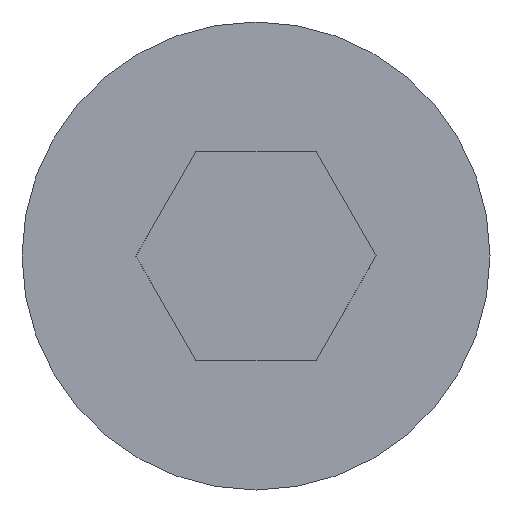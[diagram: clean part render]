
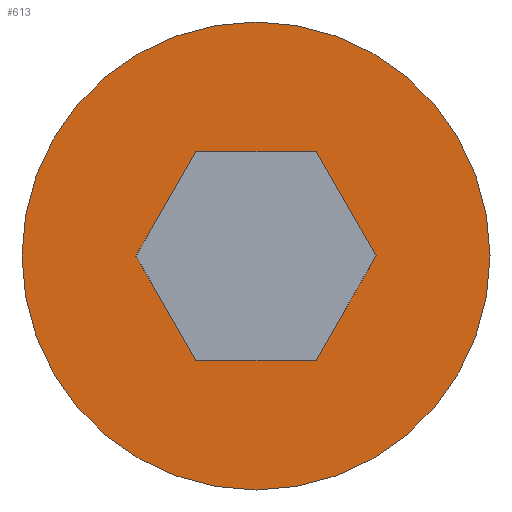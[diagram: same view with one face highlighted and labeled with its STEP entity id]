
A CAD part, front view. The second image highlights one B-rep face of the part: STEP entity #613.
In plain terms, the highlighted planar face has unit normal (0, -1, 0).
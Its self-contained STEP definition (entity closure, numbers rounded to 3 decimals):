
#60 = CARTESIAN_POINT ( 'NONE',  ( 1.155, 0., 0. ) ) ;
#63 = DIRECTION ( 'NONE',  ( 0., 0., 1. ) ) ;
#219 = EDGE_CURVE ( 'NONE', #5584, #8781, #7561, .T. ) ;
#225 = ORIENTED_EDGE ( 'NONE', *, *, #2297, .F. ) ;
#494 = EDGE_CURVE ( 'NONE', #5230, #2879, #3353, .T. ) ;
#613 = ADVANCED_FACE ( 'NONE', ( #1362, #4168 ), #2697, .F. ) ;
#627 = DIRECTION ( 'NONE',  ( -1., 0., 0. ) ) ;
#730 = ORIENTED_EDGE ( 'NONE', *, *, #6452, .F. ) ;
#1002 = AXIS2_PLACEMENT_3D ( 'NONE', #2178, #4077, #5489 ) ;
#1229 = EDGE_CURVE ( 'NONE', #5376, #5551, #1955, .T. ) ;
#1362 = FACE_BOUND ( 'NONE', #5295, .T. ) ;
#1500 = DIRECTION ( 'NONE',  ( 0.5, 0., 0.866 ) ) ;
#1760 = CIRCLE ( 'NONE', #5123, 2.25 ) ;
#1955 = LINE ( 'NONE', #4758, #8626 ) ;
#2040 = DIRECTION ( 'NONE',  ( -0.5, 0., 0.866 ) ) ;
#2178 = CARTESIAN_POINT ( 'NONE',  ( 0., 0., 0. ) ) ;
#2260 = ORIENTED_EDGE ( 'NONE', *, *, #1229, .F. ) ;
#2293 = CARTESIAN_POINT ( 'NONE',  ( 0., 0., 0. ) ) ;
#2297 = EDGE_CURVE ( 'NONE', #8781, #8630, #5324, .T. ) ;
#2697 = PLANE ( 'NONE',  #1002 ) ;
#2718 = ORIENTED_EDGE ( 'NONE', *, *, #494, .F. ) ;
#2833 = CARTESIAN_POINT ( 'NONE',  ( 0.577, 0., -1. ) ) ;
#2879 = VERTEX_POINT ( 'NONE', #4031 ) ;
#3167 = ORIENTED_EDGE ( 'NONE', *, *, #7061, .F. ) ;
#3169 = CARTESIAN_POINT ( 'NONE',  ( 0.577, 0., 1. ) ) ;
#3303 = CARTESIAN_POINT ( 'NONE',  ( -1.155, 0., 0. ) ) ;
#3353 = CIRCLE ( 'NONE', #7891, 2.25 ) ;
#3429 = DIRECTION ( 'NONE',  ( -0.5, 0., -0.866 ) ) ;
#3945 = VECTOR ( 'NONE', #3429, 1000. ) ;
#4005 = CARTESIAN_POINT ( 'NONE',  ( 0.577, 0., -1. ) ) ;
#4031 = CARTESIAN_POINT ( 'NONE',  ( 0., 0., -2.25 ) ) ;
#4074 = CARTESIAN_POINT ( 'NONE',  ( -0.577, 0., 1. ) ) ;
#4077 = DIRECTION ( 'NONE',  ( 0., 1., 0. ) ) ;
#4168 = FACE_OUTER_BOUND ( 'NONE', #7345, .T. ) ;
#4217 = EDGE_CURVE ( 'NONE', #2879, #5230, #1760, .T. ) ;
#4510 = LINE ( 'NONE', #5145, #6430 ) ;
#4630 = CARTESIAN_POINT ( 'NONE',  ( -0.577, 0., 1. ) ) ;
#4758 = CARTESIAN_POINT ( 'NONE',  ( 1.155, 0., 0. ) ) ;
#4829 = EDGE_CURVE ( 'NONE', #8630, #6895, #4510, .T. ) ;
#5093 = DIRECTION ( 'NONE',  ( 1., 0., 0. ) ) ;
#5104 = DIRECTION ( 'NONE',  ( 0., 1., 0. ) ) ;
#5123 = AXIS2_PLACEMENT_3D ( 'NONE', #2293, #5104, #7901 ) ;
#5145 = CARTESIAN_POINT ( 'NONE',  ( -0.577, 0., -1. ) ) ;
#5148 = ORIENTED_EDGE ( 'NONE', *, *, #4217, .F. ) ;
#5230 = VERTEX_POINT ( 'NONE', #7920 ) ;
#5295 = EDGE_LOOP ( 'NONE', ( #2260, #730, #7746, #225, #8573, #3167 ) ) ;
#5324 = LINE ( 'NONE', #3303, #5411 ) ;
#5376 = VERTEX_POINT ( 'NONE', #60 ) ;
#5411 = VECTOR ( 'NONE', #5453, 1000. ) ;
#5453 = DIRECTION ( 'NONE',  ( 0.5, 0., -0.866 ) ) ;
#5489 = DIRECTION ( 'NONE',  ( 0., 0., 1. ) ) ;
#5551 = VERTEX_POINT ( 'NONE', #6772 ) ;
#5584 = VERTEX_POINT ( 'NONE', #4630 ) ;
#6427 = CARTESIAN_POINT ( 'NONE',  ( -0.577, 0., -1. ) ) ;
#6430 = VECTOR ( 'NONE', #5093, 1000. ) ;
#6452 = EDGE_CURVE ( 'NONE', #6895, #5376, #7654, .T. ) ;
#6594 = VECTOR ( 'NONE', #627, 1000. ) ;
#6654 = LINE ( 'NONE', #3169, #6594 ) ;
#6772 = CARTESIAN_POINT ( 'NONE',  ( 0.577, 0., 1. ) ) ;
#6895 = VERTEX_POINT ( 'NONE', #4005 ) ;
#6959 = DIRECTION ( 'NONE',  ( 0., 1., 0. ) ) ;
#7061 = EDGE_CURVE ( 'NONE', #5551, #5584, #6654, .T. ) ;
#7345 = EDGE_LOOP ( 'NONE', ( #5148, #2718 ) ) ;
#7461 = CARTESIAN_POINT ( 'NONE',  ( -1.155, 0., 0. ) ) ;
#7561 = LINE ( 'NONE', #4074, #3945 ) ;
#7654 = LINE ( 'NONE', #2833, #7768 ) ;
#7746 = ORIENTED_EDGE ( 'NONE', *, *, #4829, .F. ) ;
#7768 = VECTOR ( 'NONE', #1500, 1000. ) ;
#7785 = CARTESIAN_POINT ( 'NONE',  ( 0., 0., 0. ) ) ;
#7891 = AXIS2_PLACEMENT_3D ( 'NONE', #7785, #6959, #63 ) ;
#7901 = DIRECTION ( 'NONE',  ( 0., 0., 1. ) ) ;
#7920 = CARTESIAN_POINT ( 'NONE',  ( 0., 0., 2.25 ) ) ;
#8573 = ORIENTED_EDGE ( 'NONE', *, *, #219, .F. ) ;
#8626 = VECTOR ( 'NONE', #2040, 1000. ) ;
#8630 = VERTEX_POINT ( 'NONE', #6427 ) ;
#8781 = VERTEX_POINT ( 'NONE', #7461 ) ;
